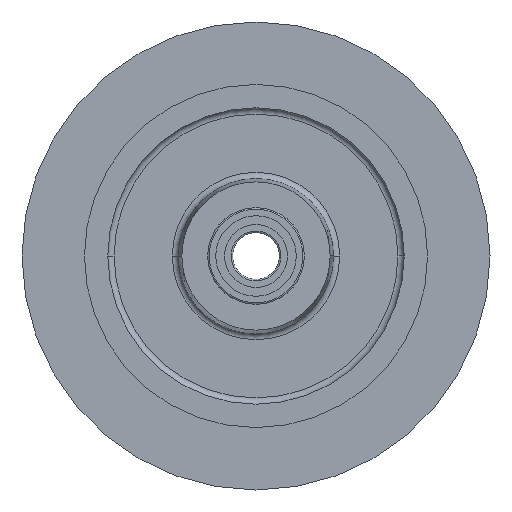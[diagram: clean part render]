
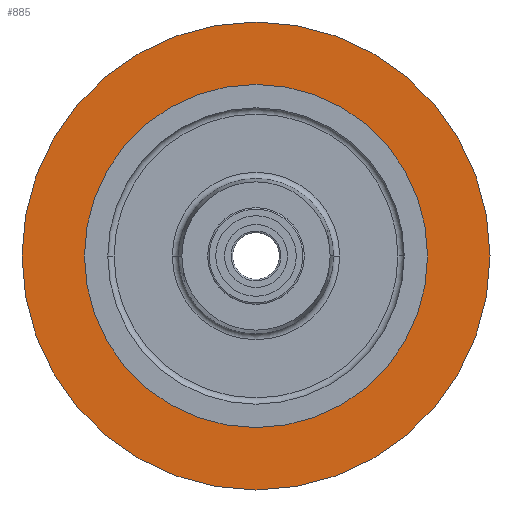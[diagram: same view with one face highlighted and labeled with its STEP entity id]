
A CAD part, left-side view. The second image highlights one B-rep face of the part: STEP entity #885.
In plain terms, the highlighted planar face has unit normal (-1, 0, 0).
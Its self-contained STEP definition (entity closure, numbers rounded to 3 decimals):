
#269 = CIRCLE ( 'NONE', #1292, 150. ) ;
#531 = EDGE_CURVE ( 'NONE', #1392, #4323, #1283, .T. ) ;
#543 = CARTESIAN_POINT ( 'NONE',  ( -40., 110., 0. ) ) ;
#599 = CIRCLE ( 'NONE', #3904, 150. ) ;
#600 = CARTESIAN_POINT ( 'NONE',  ( -40., -110., 0. ) ) ;
#609 = DIRECTION ( 'NONE',  ( 0., -1., 0. ) ) ;
#885 = ADVANCED_FACE ( 'NONE', ( #1237, #1996 ), #4360, .F. ) ;
#1061 = AXIS2_PLACEMENT_3D ( 'NONE', #2737, #1697, #2688 ) ;
#1111 = ORIENTED_EDGE ( 'NONE', *, *, #3052, .T. ) ;
#1183 = ORIENTED_EDGE ( 'NONE', *, *, #3944, .F. ) ;
#1210 = DIRECTION ( 'NONE',  ( 0., 1., 0. ) ) ;
#1237 = FACE_BOUND ( 'NONE', #1847, .T. ) ;
#1283 = CIRCLE ( 'NONE', #3633, 110. ) ;
#1292 = AXIS2_PLACEMENT_3D ( 'NONE', #3808, #1568, #2263 ) ;
#1333 = DIRECTION ( 'NONE',  ( -1., 0., 0. ) ) ;
#1340 = EDGE_CURVE ( 'NONE', #2256, #3225, #269, .T. ) ;
#1392 = VERTEX_POINT ( 'NONE', #543 ) ;
#1568 = DIRECTION ( 'NONE',  ( -1., 0., 0. ) ) ;
#1637 = CARTESIAN_POINT ( 'NONE',  ( -40., 0., 0. ) ) ;
#1697 = DIRECTION ( 'NONE',  ( -1., 0., 0. ) ) ;
#1758 = CARTESIAN_POINT ( 'NONE',  ( -40., -150., 0. ) ) ;
#1782 = CARTESIAN_POINT ( 'NONE',  ( -40., 0., 0. ) ) ;
#1847 = EDGE_LOOP ( 'NONE', ( #1183, #2531 ) ) ;
#1940 = DIRECTION ( 'NONE',  ( 1., 0., 0. ) ) ;
#1996 = FACE_OUTER_BOUND ( 'NONE', #2492, .T. ) ;
#2063 = CARTESIAN_POINT ( 'NONE',  ( -40., 150., 0. ) ) ;
#2256 = VERTEX_POINT ( 'NONE', #1758 ) ;
#2263 = DIRECTION ( 'NONE',  ( 0., -1., 0. ) ) ;
#2492 = EDGE_LOOP ( 'NONE', ( #2665, #1111 ) ) ;
#2531 = ORIENTED_EDGE ( 'NONE', *, *, #531, .F. ) ;
#2665 = ORIENTED_EDGE ( 'NONE', *, *, #1340, .T. ) ;
#2688 = DIRECTION ( 'NONE',  ( 0., -1., 0. ) ) ;
#2695 = DIRECTION ( 'NONE',  ( -1., 0., 0. ) ) ;
#2737 = CARTESIAN_POINT ( 'NONE',  ( -40., 0., 0. ) ) ;
#2739 = DIRECTION ( 'NONE',  ( 0., -1., 0. ) ) ;
#3052 = EDGE_CURVE ( 'NONE', #3225, #2256, #599, .T. ) ;
#3225 = VERTEX_POINT ( 'NONE', #2063 ) ;
#3561 = AXIS2_PLACEMENT_3D ( 'NONE', #4407, #1940, #1210 ) ;
#3633 = AXIS2_PLACEMENT_3D ( 'NONE', #1637, #2695, #609 ) ;
#3808 = CARTESIAN_POINT ( 'NONE',  ( -40., 0., 0. ) ) ;
#3904 = AXIS2_PLACEMENT_3D ( 'NONE', #1782, #1333, #2739 ) ;
#3944 = EDGE_CURVE ( 'NONE', #4323, #1392, #4086, .T. ) ;
#4086 = CIRCLE ( 'NONE', #1061, 110. ) ;
#4323 = VERTEX_POINT ( 'NONE', #600 ) ;
#4360 = PLANE ( 'NONE',  #3561 ) ;
#4407 = CARTESIAN_POINT ( 'NONE',  ( -40., 0., 110. ) ) ;
